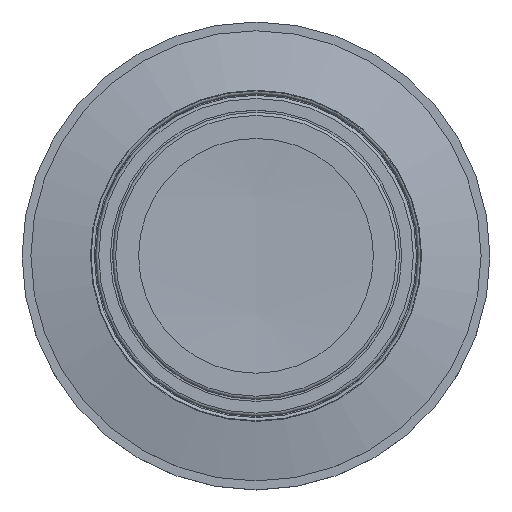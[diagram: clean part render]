
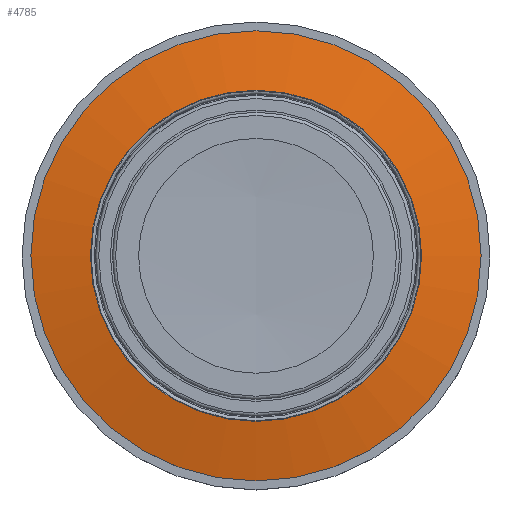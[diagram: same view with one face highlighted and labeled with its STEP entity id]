
A CAD part, top view. The second image highlights one B-rep face of the part: STEP entity #4785.
In plain terms, the highlighted conical face has half-angle 78.5 degrees and reference radius 12.107 mm.
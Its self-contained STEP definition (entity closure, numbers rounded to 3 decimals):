
#1021=CONICAL_SURFACE($,#5162,12.107,78.5);
#1061=FACE_BOUND($,#1672,.T.);
#1346=FACE_OUTER_BOUND($,#1671,.T.);
#1671=EDGE_LOOP($,(#3774));
#1672=EDGE_LOOP($,(#3775));
#1937=CIRCLE($,#5161,10.264);
#1938=CIRCLE($,#5163,13.95);
#2264=VERTEX_POINT($,#7568);
#2265=VERTEX_POINT($,#7571);
#2824=EDGE_CURVE($,#2264,#2264,#1937,.T.);
#2825=EDGE_CURVE($,#2265,#2265,#1938,.T.);
#3774=ORIENTED_EDGE($,*,*,#2824,.F.);
#3775=ORIENTED_EDGE($,*,*,#2825,.T.);
#4785=ADVANCED_FACE($,(#1346,#1061),#1021,.T.);
#5161=AXIS2_PLACEMENT_3D($,#7569,#6148,#6149);
#5162=AXIS2_PLACEMENT_3D($,#7570,#6150,#6151);
#5163=AXIS2_PLACEMENT_3D($,#7572,#6152,#6153);
#6148=DIRECTION('center_axis',(0.,0.,
1.));
#6149=DIRECTION('ref_axis',(0.,1.,0.));
#6150=DIRECTION('center_axis',(0.,0.,
-1.));
#6151=DIRECTION('ref_axis',(0.,1.,0.));
#6152=DIRECTION('center_axis',(0.,0.,
1.));
#6153=DIRECTION('ref_axis',(0.,1.,0.));
#7568=CARTESIAN_POINT('',(0.,10.264,13.3));
#7569=CARTESIAN_POINT('Origin',(0.,0.,
13.3));
#7570=CARTESIAN_POINT('Origin',(0.,0.,
12.925));
#7571=CARTESIAN_POINT('',(0.,13.95,12.55));
#7572=CARTESIAN_POINT('Origin',(0.,0.,
12.55));
